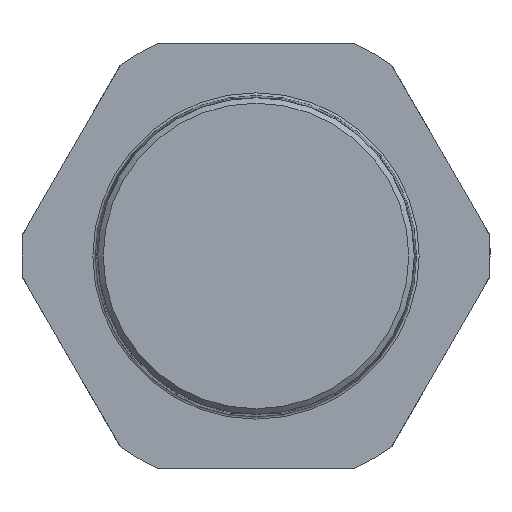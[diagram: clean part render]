
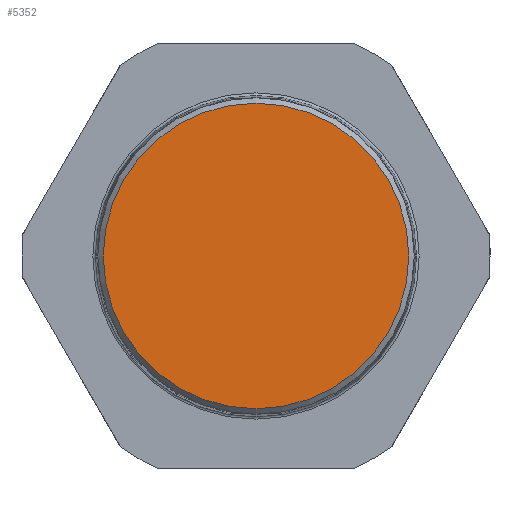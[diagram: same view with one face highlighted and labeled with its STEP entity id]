
A CAD part, left-side view. The second image highlights one B-rep face of the part: STEP entity #5352.
In plain terms, the highlighted planar face has unit normal (-1, 0, 0).
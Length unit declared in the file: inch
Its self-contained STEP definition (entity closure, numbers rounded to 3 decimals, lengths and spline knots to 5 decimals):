
#1102=FACE_OUTER_BOUND('',#1394,.T.);
#1394=EDGE_LOOP('',(#4543));
#1755=CIRCLE('',#6000,1.13009);
#2270=VERTEX_POINT('',#12923);
#3037=EDGE_CURVE('',#2270,#2270,#1755,.T.);
#4543=ORIENTED_EDGE('',*,*,#3037,.F.);
#4790=PLANE('',#5999);
#5352=ADVANCED_FACE('',(#1102),#4790,.T.);
#5999=AXIS2_PLACEMENT_3D('',#12922,#7455,#7456);
#6000=AXIS2_PLACEMENT_3D('',#12924,#7457,#7458);
#7455=DIRECTION('center_axis',(-1.,0.,0.));
#7456=DIRECTION('ref_axis',(0.,0.,
-1.));
#7457=DIRECTION('center_axis',(1.,0.,0.));
#7458=DIRECTION('ref_axis',(0.,1.,0.));
#12922=CARTESIAN_POINT('Origin',(-1.23484,-1.16946,0.));
#12923=CARTESIAN_POINT('',(-1.23484,-1.13009,0.));
#12924=CARTESIAN_POINT('Origin',(-1.23484,0.,
0.));
